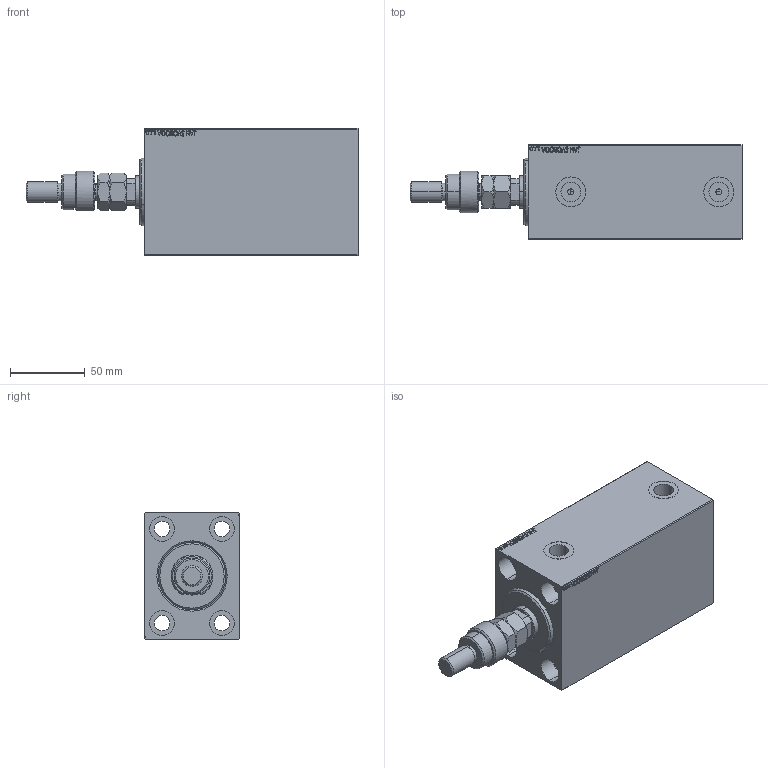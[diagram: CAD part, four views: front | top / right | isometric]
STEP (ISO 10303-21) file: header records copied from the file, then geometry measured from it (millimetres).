
FILE_DESCRIPTION (( 'STEP AP203' ), '1' );
FILE_NAME ('46a8.STEP', '2022-04-17T09:03:03', ( '' ), ( '' ), 'SwSTEP 2.0', 'SolidWorks 2019', '' );
FILE_SCHEMA (( 'CONFIG_CONTROL_DESIGN' ));
Length unit declared in the file: millimetre
Products named in the file (7): 46a8; V450CM_VC_B 6bd2dcd8af06d44f232a14d29e9d6ebb; FEMALE_PART_FOR_DFA 6bd2dcd8af06d44f232a14d29e9d6ebb; MFA 6bd2dcd8af06d44f232a14d29e9d6ebb; V450CM_C_VCP 6bd2dcd8af06d44f232a14d29e9d6ebb; V450CM_C_Body 6bd2dcd8af06d44f232a14d29e9d6ebb; DFA 6bd2dcd8af06d44f232a14d29e9d6ebb
Assembly tree (6 placements, depth 3):
  46a8
    V450CM_C_Body 6bd2dcd8af06d44f232a14d29e9d6ebb
    V450CM_C_VCP 6bd2dcd8af06d44f232a14d29e9d6ebb
    V450CM_VC_B 6bd2dcd8af06d44f232a14d29e9d6ebb
    DFA 6bd2dcd8af06d44f232a14d29e9d6ebb
      FEMALE_PART_FOR_DFA 6bd2dcd8af06d44f232a14d29e9d6ebb
      MFA 6bd2dcd8af06d44f232a14d29e9d6ebb
Bounding box: 222 x 63 x 85 mm (x, y, z)
Volume: 653957.9 mm3; surface area: 123104.3 mm2
Topology: 5 solids, 5 shells, 964 faces, 2436 edges, 1597 vertices
Faces by surface type: plane 441, bspline 380, cylinder 85, cone 54, torus 4
Entity records: 47467 total; most frequent: CARTESIAN_POINT 26077, ORIENTED_EDGE 4868, DIRECTION 3010, EDGE_CURVE 2434, VERTEX_POINT 1597, LINE 1378, VECTOR 1378, EDGE_LOOP 1099
